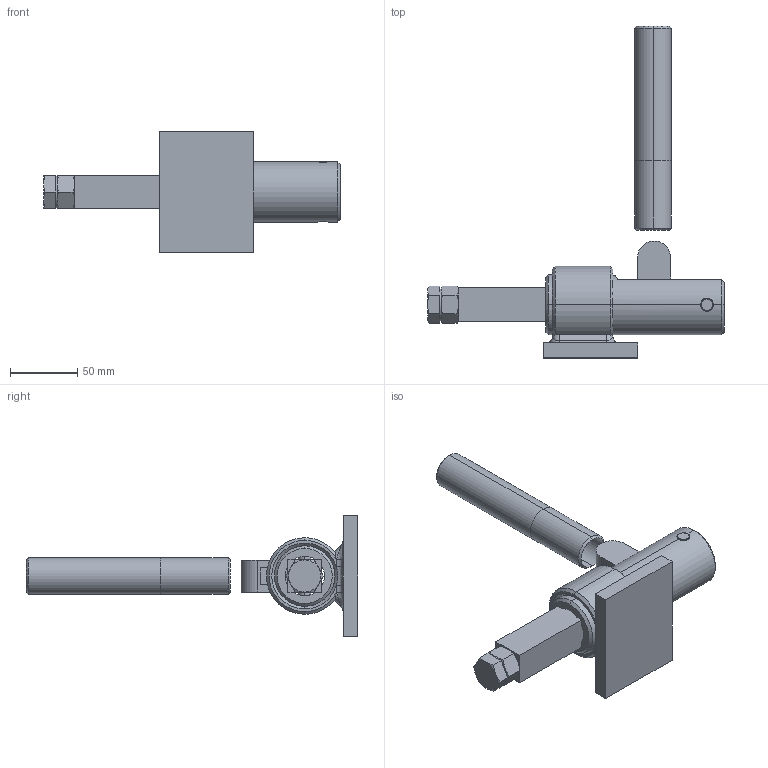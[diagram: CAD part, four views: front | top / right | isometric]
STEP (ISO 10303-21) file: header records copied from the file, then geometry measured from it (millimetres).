
FILE_DESCRIPTION (( 'STEP AP203' ), '1' );
FILE_NAME ('GH-30609M.STEP', '2012-03-08T06:22:04', ( 'user' ), ( '' ), 'SwSTEP 2.0', 'SolidWorks 2008', '' );
FILE_SCHEMA (( 'CONFIG_CONTROL_DESIGN' ));
Length unit declared in the file: millimetre
Products named in the file (12): 430609M05_預設; 430609M06_預設; 430609M40_預設; 43060937_預設; 430609M41_預設; GH-30609M; 430609M15_預設; 430609M13_預設; 430609M02_預設; Continuous Thread Hexagon Head Bolt_A_JIS_JIS B 1180 Continuous thread hexagon head bolt A M16 x 50 --C; Hexagon Nut_2_JIS_JIS B 1181 Hexagon nut - Class 2 Finished M16 --N; 430609M03_預設
Assembly tree (12 placements, depth 2):
  GH-30609M
    43060937_預設
    430609M03_預設
    430609M05_預設
    430609M06_預設
    430609M40_預設
    430609M15_預設
    430609M02_預設
    430609M13_預設
    Continuous Thread Hexagon Head Bolt_A_JIS_JIS B 1180 Continuous thread hexagon head bolt A M16 x 50 --C
    430609M41_預設  x2
    Hexagon Nut_2_JIS_JIS B 1181 Hexagon nut - Class 2 Finished M16 --N
Bounding box: 221 x 247.1 x 90 mm (x, y, z)
Volume: 367135.2 mm3; surface area: 130686.7 mm2
Topology: 12 solids, 12 shells, 1260 faces, 3260 edges, 2019 vertices
Faces by surface type: plane 882, cylinder 296, cone 75, bspline 5, torus 2
Entity records: 30954 total; most frequent: CARTESIAN_POINT 6222, DIRECTION 5037, ORIENTED_EDGE 4918, EDGE_CURVE 2459, AXIS2_PLACEMENT_3D 1846, VERTEX_POINT 1527, VECTOR 1345, LINE 1345
